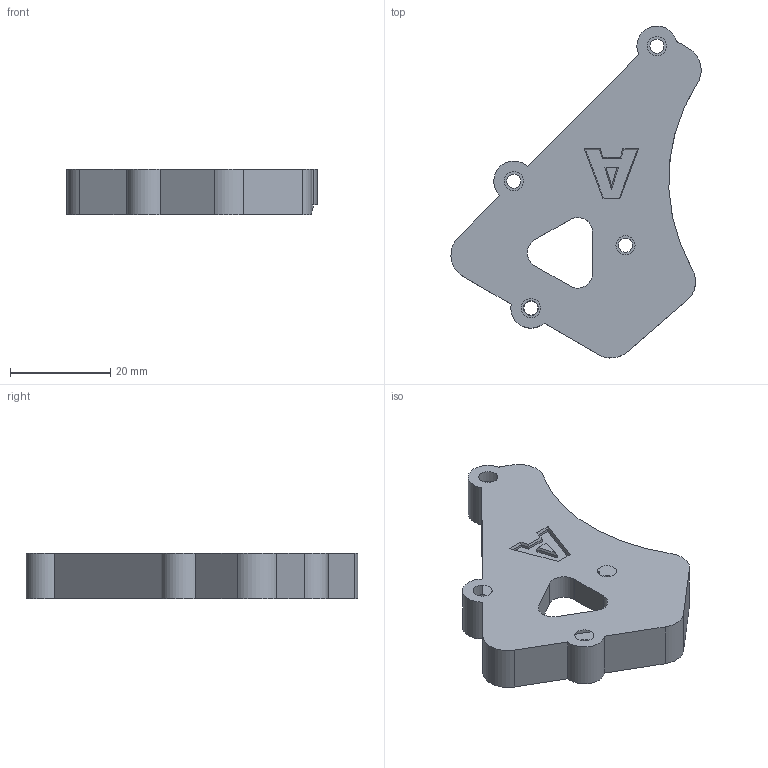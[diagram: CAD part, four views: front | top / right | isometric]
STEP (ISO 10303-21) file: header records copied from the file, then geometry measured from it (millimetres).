
FILE_DESCRIPTION(/* description */ (''),/* implementation_level */ '2;1');
FILE_NAME(/* name */ 'jig_dragon_eye_truss_vise_v8.step',/* time_stamp */ '2023-01-15T12:00:50-08:00',/* author */ (''),/* organization */ (''),/* preprocessor_version */ 'ST-DEVELOPER v19.2',/* originating_system */ 'Autodesk Translation Framework v11.17.0.187',/* authorisation */ '');
FILE_SCHEMA (('AUTOMOTIVE_DESIGN { 1 0 10303 214 3 1 1 }'));
Length unit declared in the file: millimetre
Products named in the file (1): jig_dragon_eye_truss_vise
Bounding box: 49.85 x 66.16 x 9 mm (x, y, z)
Volume: 12309 mm3; surface area: 6164.2 mm2
Topology: 2 solids, 2 shells, 100 faces, 265 edges, 171 vertices
Faces by surface type: plane 55, cylinder 29, torus 9, cone 4, bspline 2, sphere 1
Full cylindrical faces by diameter (mm): 2.8 x4, 3 x1
Entity records: 3372 total; most frequent: CARTESIAN_POINT 816, ORIENTED_EDGE 530, DIRECTION 516, EDGE_CURVE 265, AXIS2_PLACEMENT_3D 182, VERTEX_POINT 171, LINE 152, VECTOR 152
